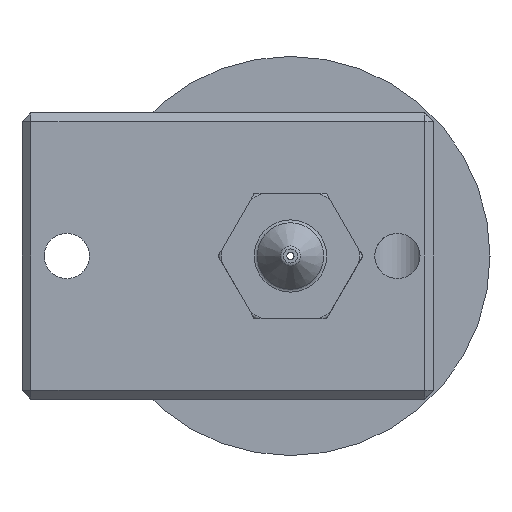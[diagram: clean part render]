
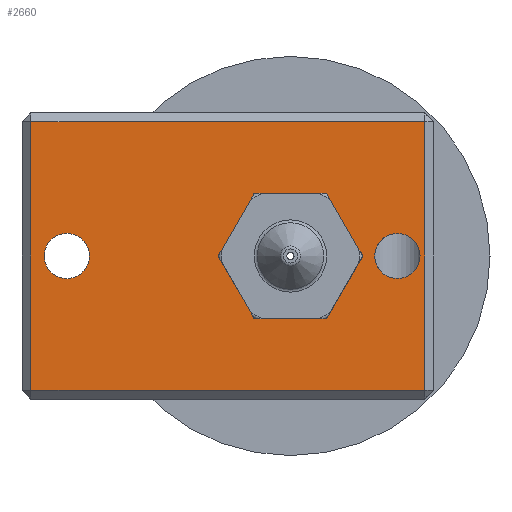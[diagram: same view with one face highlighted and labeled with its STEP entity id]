
A CAD part, front view. The second image highlights one B-rep face of the part: STEP entity #2660.
In plain terms, the highlighted planar face has unit normal (0, -1, 0).
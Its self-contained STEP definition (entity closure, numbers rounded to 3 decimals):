
#119=FACE_BOUND('',#548,.T.);
#120=FACE_BOUND('',#549,.T.);
#121=FACE_BOUND('',#550,.T.);
#190=PLANE('',#3022);
#361=FACE_OUTER_BOUND('',#547,.T.);
#547=EDGE_LOOP('',(#2265,#2266,#2267,#2268));
#548=EDGE_LOOP('',(#2269,#2270));
#549=EDGE_LOOP('',(#2271));
#550=EDGE_LOOP('',(#2272));
#664=LINE('',#4521,#811);
#675=LINE('',#4545,#822);
#696=LINE('',#4585,#843);
#709=LINE('',#4610,#856);
#811=VECTOR('',#3661,10.);
#822=VECTOR('',#3680,10.);
#843=VECTOR('',#3719,10.);
#856=VECTOR('',#3744,10.);
#1042=CIRCLE('',#2977,1.265);
#1043=CIRCLE('',#2978,1.265);
#1046=CIRCLE('',#2982,2.518);
#1048=CIRCLE('',#2985,1.265);
#1252=VERTEX_POINT('',#4426);
#1253=VERTEX_POINT('',#4427);
#1258=VERTEX_POINT('',#4482);
#1260=VERTEX_POINT('',#4488);
#1264=VERTEX_POINT('',#4500);
#1269=VERTEX_POINT('',#4510);
#1272=VERTEX_POINT('',#4517);
#1279=VERTEX_POINT('',#4538);
#1568=EDGE_CURVE('',#1252,#1253,#1042,.T.);
#1569=EDGE_CURVE('',#1253,#1252,#1043,.T.);
#1576=EDGE_CURVE('',#1258,#1258,#1046,.T.);
#1579=EDGE_CURVE('',#1260,#1260,#1048,.T.);
#1593=EDGE_CURVE('',#1264,#1272,#664,.T.);
#1604=EDGE_CURVE('',#1279,#1269,#675,.T.);
#1626=EDGE_CURVE('',#1272,#1279,#696,.T.);
#1640=EDGE_CURVE('',#1269,#1264,#709,.T.);
#2265=ORIENTED_EDGE('',*,*,#1604,.F.);
#2266=ORIENTED_EDGE('',*,*,#1626,.F.);
#2267=ORIENTED_EDGE('',*,*,#1593,.F.);
#2268=ORIENTED_EDGE('',*,*,#1640,.F.);
#2269=ORIENTED_EDGE('',*,*,#1568,.T.);
#2270=ORIENTED_EDGE('',*,*,#1569,.T.);
#2271=ORIENTED_EDGE('',*,*,#1576,.T.);
#2272=ORIENTED_EDGE('',*,*,#1579,.T.);
#2660=ADVANCED_FACE('',(#361,#119,#120,#121),#190,.T.);
#2977=AXIS2_PLACEMENT_3D('',#4428,#3614,#3615);
#2978=AXIS2_PLACEMENT_3D('',#4429,#3616,#3617);
#2982=AXIS2_PLACEMENT_3D('',#4484,#3626,#3627);
#2985=AXIS2_PLACEMENT_3D('',#4490,#3633,#3634);
#3022=AXIS2_PLACEMENT_3D('',#4633,#3770,#3771);
#3614=DIRECTION('center_axis',(0.,1.,0.));
#3615=DIRECTION('ref_axis',(0.,0.,-1.));
#3616=DIRECTION('center_axis',(0.,1.,0.));
#3617=DIRECTION('ref_axis',(0.,0.,-1.));
#3626=DIRECTION('center_axis',(0.,1.,0.));
#3627=DIRECTION('ref_axis',(0.,0.,1.));
#3633=DIRECTION('center_axis',(0.,1.,0.));
#3634=DIRECTION('ref_axis',(0.,0.,1.));
#3661=DIRECTION('',(0.,0.,1.));
#3680=DIRECTION('',(0.,0.,-1.));
#3719=DIRECTION('',(1.,0.,0.));
#3744=DIRECTION('',(-1.,0.,0.));
#3770=DIRECTION('center_axis',(0.,-1.,0.));
#3771=DIRECTION('ref_axis',(1.,0.,0.));
#4426=CARTESIAN_POINT('',(5.975,-34.95,-1.265));
#4427=CARTESIAN_POINT('',(5.975,-34.95,1.265));
#4428=CARTESIAN_POINT('Origin',(5.975,-34.95,0.));
#4429=CARTESIAN_POINT('Origin',(5.975,-34.95,0.));
#4482=CARTESIAN_POINT('',(0.,-34.95,-2.518));
#4484=CARTESIAN_POINT('Origin',(0.,-34.95,0.));
#4488=CARTESIAN_POINT('',(-12.5,-34.95,-1.265));
#4490=CARTESIAN_POINT('Origin',(-12.5,-34.95,0.));
#4500=CARTESIAN_POINT('',(-14.5,-34.95,-7.5));
#4510=CARTESIAN_POINT('',(7.5,-34.95,-7.5));
#4517=CARTESIAN_POINT('',(-14.5,-34.95,7.5));
#4521=CARTESIAN_POINT('',(-14.5,-34.95,0.));
#4538=CARTESIAN_POINT('',(7.5,-34.95,7.5));
#4545=CARTESIAN_POINT('',(7.5,-34.95,0.));
#4585=CARTESIAN_POINT('',(-9.25,-34.95,7.5));
#4610=CARTESIAN_POINT('',(-9.25,-34.95,-7.5));
#4633=CARTESIAN_POINT('Origin',(-15.,-34.95,0.));
